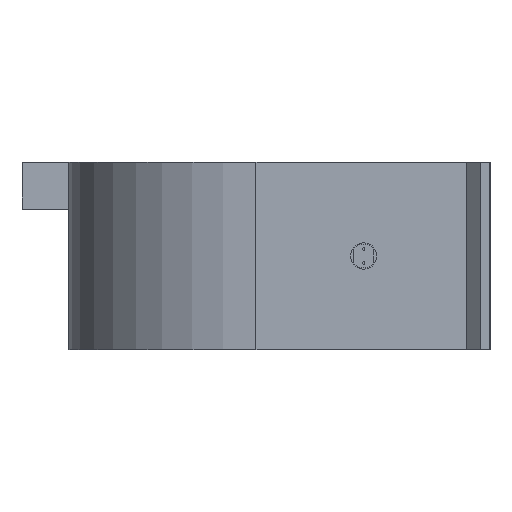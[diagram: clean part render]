
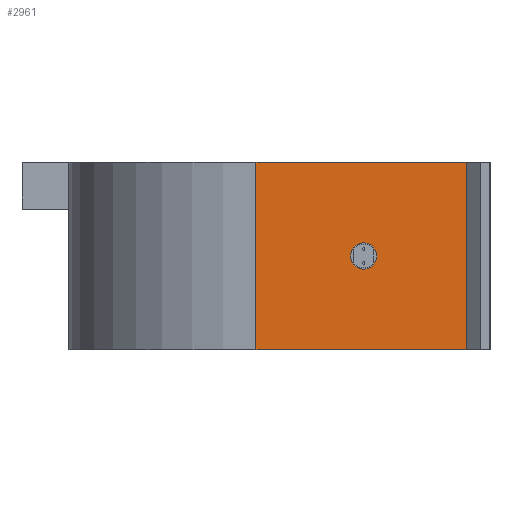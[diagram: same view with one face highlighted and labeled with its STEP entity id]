
A CAD part, left-side view. The second image highlights one B-rep face of the part: STEP entity #2961.
In plain terms, the highlighted planar face has unit normal (-1, 0, 0).
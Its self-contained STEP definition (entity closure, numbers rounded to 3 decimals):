
#139=FACE_BOUND('',#475,.T.);
#295=FACE_OUTER_BOUND('',#474,.T.);
#474=EDGE_LOOP('',(#2663,#2664,#2665,#2666));
#475=EDGE_LOOP('',(#2667));
#702=LINE('',#4919,#993);
#720=LINE('',#4961,#1011);
#749=LINE('',#5043,#1040);
#765=LINE('',#5083,#1056);
#993=VECTOR('',#3962,10.);
#1011=VECTOR('',#3992,10.);
#1040=VECTOR('',#4081,10.);
#1056=VECTOR('',#4125,10.);
#1182=CIRCLE('',#3272,2.8);
#1403=VERTEX_POINT('',#4916);
#1404=VERTEX_POINT('',#4918);
#1422=VERTEX_POINT('',#4959);
#1444=VERTEX_POINT('',#5039);
#1453=VERTEX_POINT('',#5071);
#1785=EDGE_CURVE('',#1403,#1404,#702,.T.);
#1807=EDGE_CURVE('',#1422,#1403,#720,.T.);
#1846=EDGE_CURVE('',#1404,#1444,#749,.T.);
#1861=EDGE_CURVE('',#1453,#1453,#1182,.T.);
#1866=EDGE_CURVE('',#1422,#1444,#765,.T.);
#2663=ORIENTED_EDGE('',*,*,#1807,.F.);
#2664=ORIENTED_EDGE('',*,*,#1866,.T.);
#2665=ORIENTED_EDGE('',*,*,#1846,.F.);
#2666=ORIENTED_EDGE('',*,*,#1785,.F.);
#2667=ORIENTED_EDGE('',*,*,#1861,.T.);
#2800=PLANE('',#3276);
#2961=ADVANCED_FACE('',(#295,#139),#2800,.T.);
#3272=AXIS2_PLACEMENT_3D('',#5073,#4112,#4113);
#3276=AXIS2_PLACEMENT_3D('',#5082,#4123,#4124);
#3962=DIRECTION('',(0.,-1.,0.));
#3992=DIRECTION('',(0.,0.,1.));
#4081=DIRECTION('',(0.,0.,-1.));
#4112=DIRECTION('center_axis',(1.,0.,0.));
#4113=DIRECTION('ref_axis',(0.,0.,-1.));
#4123=DIRECTION('center_axis',(-1.,0.,0.));
#4124=DIRECTION('ref_axis',(0.,-1.,0.));
#4125=DIRECTION('',(0.,-1.,0.));
#4916=CARTESIAN_POINT('',(0.,50.,40.));
#4918=CARTESIAN_POINT('',(0.,5.,40.));
#4919=CARTESIAN_POINT('',(0.,90.,40.));
#4959=CARTESIAN_POINT('',(0.,50.,0.));
#4961=CARTESIAN_POINT('',(0.,50.,0.));
#5039=CARTESIAN_POINT('',(0.,5.,0.));
#5043=CARTESIAN_POINT('',(0.,5.,0.));
#5071=CARTESIAN_POINT('',(0.,27.,22.8));
#5073=CARTESIAN_POINT('Origin',(0.,27.,20.));
#5082=CARTESIAN_POINT('Origin',(0.,90.,0.));
#5083=CARTESIAN_POINT('',(0.,90.,0.));
